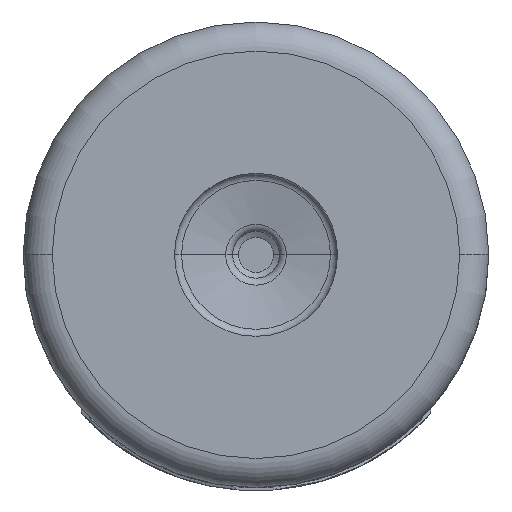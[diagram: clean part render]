
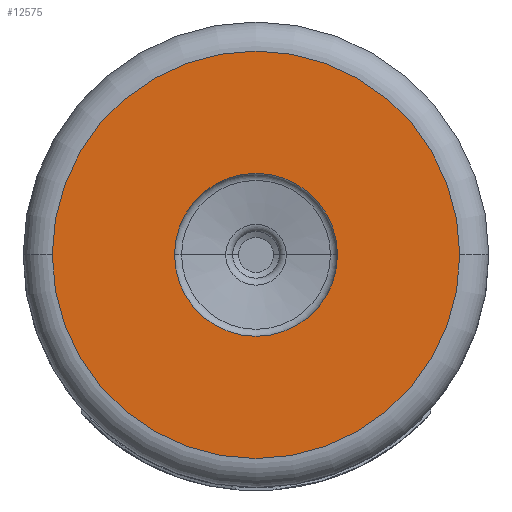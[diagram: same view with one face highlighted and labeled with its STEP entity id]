
A CAD part, front view. The second image highlights one B-rep face of the part: STEP entity #12575.
In plain terms, the highlighted planar face has unit normal (0, -1, 0).
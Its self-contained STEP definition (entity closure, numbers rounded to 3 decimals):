
#1784=CARTESIAN_POINT('',(0.,-4.,0.));
#1785=DIRECTION('',(0.,-1.,0.));
#1786=DIRECTION('',(1.,0.,0.));
#1787=AXIS2_PLACEMENT_3D('',#1784,#1785,#1786);
#1799=CARTESIAN_POINT('',(0.,-4.,0.));
#1800=DIRECTION('',(0.,-1.,0.));
#1801=DIRECTION('',(-1.,0.,0.));
#1802=AXIS2_PLACEMENT_3D('',#1799,#1800,#1801);
#1804=CARTESIAN_POINT('',(0.,-4.,0.));
#1805=DIRECTION('',(0.,-1.,0.));
#1806=DIRECTION('',(1.,0.,0.));
#1807=AXIS2_PLACEMENT_3D('',#1804,#1805,#1806);
#1809=CARTESIAN_POINT('',(0.,-4.,0.));
#1810=DIRECTION('',(0.,-1.,0.));
#1811=DIRECTION('',(-1.,0.,0.));
#1812=AXIS2_PLACEMENT_3D('',#1809,#1810,#1811);
#10679=CARTESIAN_POINT('',(-1.4,-4.,0.));
#10680=CARTESIAN_POINT('',(1.4,-4.,0.));
#10681=VERTEX_POINT('',#10679);
#10682=VERTEX_POINT('',#10680);
#10683=CARTESIAN_POINT('',(3.5,-4.,0.));
#10684=CARTESIAN_POINT('',(-3.5,-4.,0.));
#10685=VERTEX_POINT('',#10683);
#10686=VERTEX_POINT('',#10684);
#12559=CARTESIAN_POINT('',(0.,-4.,0.));
#12560=DIRECTION('',(0.,1.,0.));
#12561=DIRECTION('',(1.,0.,0.));
#12562=AXIS2_PLACEMENT_3D('',#12559,#12560,#12561);
#12563=PLANE('',#12562);
#12564=ORIENTED_EDGE('',*,*,#12549,.F.);
#12566=ORIENTED_EDGE('',*,*,#12565,.F.);
#12567=EDGE_LOOP('',(#12564,#12566));
#12568=FACE_OUTER_BOUND('',#12567,.F.);
#12570=ORIENTED_EDGE('',*,*,#12569,.T.);
#12572=ORIENTED_EDGE('',*,*,#12571,.T.);
#12573=EDGE_LOOP('',(#12570,#12572));
#12574=FACE_BOUND('',#12573,.F.);
#12575=ADVANCED_FACE('',(#12568,#12574),#12563,.F.);
#1788=CIRCLE('',#1787,3.5);
#1803=CIRCLE('',#1802,1.4);
#1808=CIRCLE('',#1807,1.4);
#1813=CIRCLE('',#1812,3.5);
#12549=EDGE_CURVE('',#10685,#10686,#1788,.T.);
#12565=EDGE_CURVE('',#10686,#10685,#1813,.T.);
#12569=EDGE_CURVE('',#10681,#10682,#1803,.T.);
#12571=EDGE_CURVE('',#10682,#10681,#1808,.T.);
